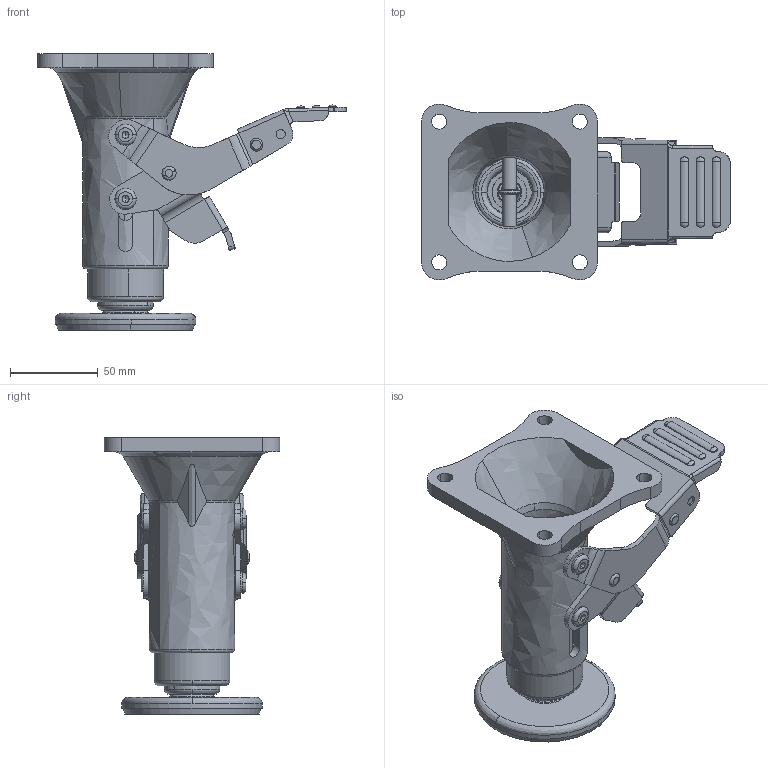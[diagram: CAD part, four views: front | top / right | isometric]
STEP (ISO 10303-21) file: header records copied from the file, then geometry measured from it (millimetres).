
FILE_DESCRIPTION((''),'2;1');
FILE_NAME('','2007-04-12T09:59:48',(''),(''),'','CADfix','');
FILE_SCHEMA(('AUTOMOTIVE_DESIGN { 1 0 10303 214 1 1 1 1 }'));
Length unit declared in the file: millimetre
Bounding box: 175.56 x 99.95 x 157 mm (x, y, z)
Volume: 129054.4 mm3; surface area: 129853.1 mm2
Topology: 4 solids, 19 shells, 403 faces, 1400 edges, 1032 vertices
Faces by surface type: bspline 403
Entity records: 29768 total; most frequent: CARTESIAN_POINT 22275, ORIENTED_EDGE 2560, EDGE_CURVE 1390, VERTEX_POINT 1032, QUASI_UNIFORM_CURVE 491, EDGE_LOOP 470, FACE_OUTER_BOUND 403, ADVANCED_FACE 403
